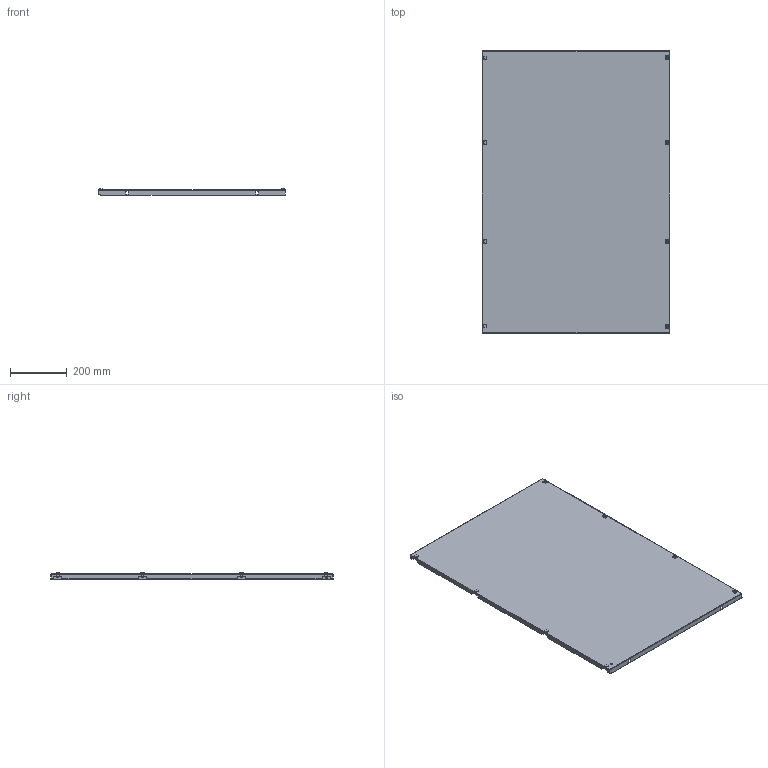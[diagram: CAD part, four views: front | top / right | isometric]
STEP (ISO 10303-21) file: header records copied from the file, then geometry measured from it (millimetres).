
FILE_DESCRIPTION (( 'STEP AP214' ), '1' );
FILE_NAME ('R5PI7100.STEP', '2014-02-19T12:40:23', ( '' ), ( '' ), 'SwSTEP 2.0', 'SolidWorks 2012', '' );
FILE_SCHEMA (( 'AUTOMOTIVE_DESIGN' ));
Length unit declared in the file: millimetre
Products named in the file (6): end-cap_AC00C061; land_Ïî óìîë÷àíèþ; Borchia quadra per pannelli distribuzione_AC00C147; AC00C129_Ïî óìîë÷àíèþ; Sectional door internal_QB09C194; R5PI7100
Assembly tree (11 placements, depth 2):
  R5PI7100
    Sectional door internal_QB09C194
    AC00C129_Ïî óìîë÷àíèþ  x4
    Borchia quadra per pannelli distribuzione_AC00C147  x4
    land_Ïî óìîë÷àíèþ
    end-cap_AC00C061
Bounding box: 665 x 998 x 23.5 mm (x, y, z)
Volume: 1081652.6 mm3; surface area: 1446231.9 mm2
Topology: 12 solids, 12 shells, 799 faces, 2263 edges, 1497 vertices
Faces by surface type: plane 326, bspline 287, cylinder 158, cone 28
Entity records: 95008 total; most frequent: CARTESIAN_POINT 83474, ORIENTED_EDGE 3200, EDGE_CURVE 1600, DIRECTION 1193, VERTEX_POINT 1056, B_SPLINE_CURVE_WITH_KNOTS 747, EDGE_LOOP 590, ADVANCED_FACE 559
